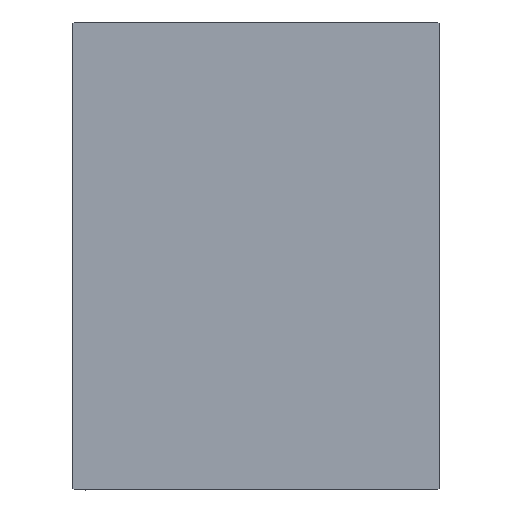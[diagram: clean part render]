
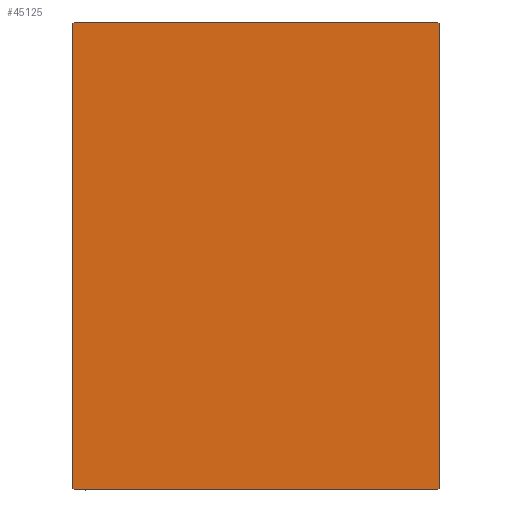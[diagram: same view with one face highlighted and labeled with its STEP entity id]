
A CAD part, left-side view. The second image highlights one B-rep face of the part: STEP entity #45125.
In plain terms, the highlighted face is planar.
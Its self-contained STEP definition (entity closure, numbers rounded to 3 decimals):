
#424 = ORIENTED_EDGE ( 'NONE', *, *, #33618, .T. ) ;
#550 = EDGE_CURVE ( 'NONE', #35264, #4861, #3088, .T. ) ;
#605 = CARTESIAN_POINT ( 'NONE',  ( 158., 45., -57.2 ) ) ;
#656 = FACE_OUTER_BOUND ( 'NONE', #22436, .T. ) ;
#891 = DIRECTION ( 'NONE',  ( 1., 0., 0. ) ) ;
#1324 = VERTEX_POINT ( 'NONE', #35115 ) ;
#1329 = CARTESIAN_POINT ( 'NONE',  ( 158., -45., -57.5 ) ) ;
#1619 = ORIENTED_EDGE ( 'NONE', *, *, #7216, .T. ) ;
#1750 = CARTESIAN_POINT ( 'NONE',  ( 158., -45., 57.2 ) ) ;
#1802 = VECTOR ( 'NONE', #44885, 1000. ) ;
#1850 = LINE ( 'NONE', #18260, #5484 ) ;
#2354 = VECTOR ( 'NONE', #9462, 1000. ) ;
#2706 = CARTESIAN_POINT ( 'NONE',  ( 158., 45., 57.2 ) ) ;
#3088 = LINE ( 'NONE', #38050, #26505 ) ;
#3240 = CARTESIAN_POINT ( 'NONE',  ( 158., 45., 57.5 ) ) ;
#4027 = VERTEX_POINT ( 'NONE', #19427 ) ;
#4719 = DIRECTION ( 'NONE',  ( 0., -0.707, -0.707 ) ) ;
#4861 = VERTEX_POINT ( 'NONE', #10848 ) ;
#5484 = VECTOR ( 'NONE', #32284, 1000. ) ;
#6760 = DIRECTION ( 'NONE',  ( 0., -0.707, 0.707 ) ) ;
#7216 = EDGE_CURVE ( 'NONE', #4027, #1324, #15806, .T. ) ;
#7330 = CARTESIAN_POINT ( 'NONE',  ( 158., 0., 0. ) ) ;
#7487 = CARTESIAN_POINT ( 'NONE',  ( 158., -44.7, 57.5 ) ) ;
#8018 = PLANE ( 'NONE',  #10007 ) ;
#9053 = LINE ( 'NONE', #44029, #16372 ) ;
#9127 = VERTEX_POINT ( 'NONE', #605 ) ;
#9462 = DIRECTION ( 'NONE',  ( 0., 0., -1. ) ) ;
#9730 = ORIENTED_EDGE ( 'NONE', *, *, #42682, .T. ) ;
#10007 = AXIS2_PLACEMENT_3D ( 'NONE', #7330, #891, #22056 ) ;
#10420 = CARTESIAN_POINT ( 'NONE',  ( 158., -51.1, -51.1 ) ) ;
#10640 = VECTOR ( 'NONE', #41944, 1000. ) ;
#10792 = ORIENTED_EDGE ( 'NONE', *, *, #13189, .T. ) ;
#10848 = CARTESIAN_POINT ( 'NONE',  ( 158., 44.7, 57.5 ) ) ;
#11602 = LINE ( 'NONE', #42662, #12155 ) ;
#12155 = VECTOR ( 'NONE', #25641, 1000. ) ;
#12751 = VERTEX_POINT ( 'NONE', #7487 ) ;
#13189 = EDGE_CURVE ( 'NONE', #1324, #9127, #1850, .T. ) ;
#14070 = VECTOR ( 'NONE', #29164, 1000. ) ;
#15806 = LINE ( 'NONE', #1329, #14070 ) ;
#16372 = VECTOR ( 'NONE', #4719, 1000. ) ;
#18260 = CARTESIAN_POINT ( 'NONE',  ( 158., 51.1, -51.1 ) ) ;
#19427 = CARTESIAN_POINT ( 'NONE',  ( 158., -44.7, -57.5 ) ) ;
#22056 = DIRECTION ( 'NONE',  ( 0., 0., -1. ) ) ;
#22436 = EDGE_LOOP ( 'NONE', ( #1619, #10792, #9730, #42780, #42332, #37699, #424, #36312 ) ) ;
#23503 = LINE ( 'NONE', #44676, #2354 ) ;
#23954 = LINE ( 'NONE', #3240, #1802 ) ;
#25641 = DIRECTION ( 'NONE',  ( 0., 0., 1. ) ) ;
#26505 = VECTOR ( 'NONE', #6760, 1000. ) ;
#29164 = DIRECTION ( 'NONE',  ( 0., 1., 0. ) ) ;
#32284 = DIRECTION ( 'NONE',  ( 0., 0.707, 0.707 ) ) ;
#33618 = EDGE_CURVE ( 'NONE', #45409, #38333, #23503, .T. ) ;
#35115 = CARTESIAN_POINT ( 'NONE',  ( 158., 44.7, -57.5 ) ) ;
#35264 = VERTEX_POINT ( 'NONE', #2706 ) ;
#36312 = ORIENTED_EDGE ( 'NONE', *, *, #41955, .T. ) ;
#36502 = EDGE_CURVE ( 'NONE', #12751, #45409, #9053, .T. ) ;
#37699 = ORIENTED_EDGE ( 'NONE', *, *, #36502, .T. ) ;
#38050 = CARTESIAN_POINT ( 'NONE',  ( 158., 51.1, 51.1 ) ) ;
#38333 = VERTEX_POINT ( 'NONE', #42672 ) ;
#40999 = EDGE_CURVE ( 'NONE', #4861, #12751, #23954, .T. ) ;
#41713 = LINE ( 'NONE', #10420, #10640 ) ;
#41944 = DIRECTION ( 'NONE',  ( 0., 0.707, -0.707 ) ) ;
#41955 = EDGE_CURVE ( 'NONE', #38333, #4027, #41713, .T. ) ;
#42332 = ORIENTED_EDGE ( 'NONE', *, *, #40999, .T. ) ;
#42662 = CARTESIAN_POINT ( 'NONE',  ( 158., 45., -57.5 ) ) ;
#42672 = CARTESIAN_POINT ( 'NONE',  ( 158., -45., -57.2 ) ) ;
#42682 = EDGE_CURVE ( 'NONE', #9127, #35264, #11602, .T. ) ;
#42780 = ORIENTED_EDGE ( 'NONE', *, *, #550, .T. ) ;
#44029 = CARTESIAN_POINT ( 'NONE',  ( 158., -51.1, 51.1 ) ) ;
#44676 = CARTESIAN_POINT ( 'NONE',  ( 158., -45., 57.5 ) ) ;
#44885 = DIRECTION ( 'NONE',  ( 0., -1., 0. ) ) ;
#45125 = ADVANCED_FACE ( 'NONE', ( #656 ), #8018, .T. ) ;
#45409 = VERTEX_POINT ( 'NONE', #1750 ) ;
